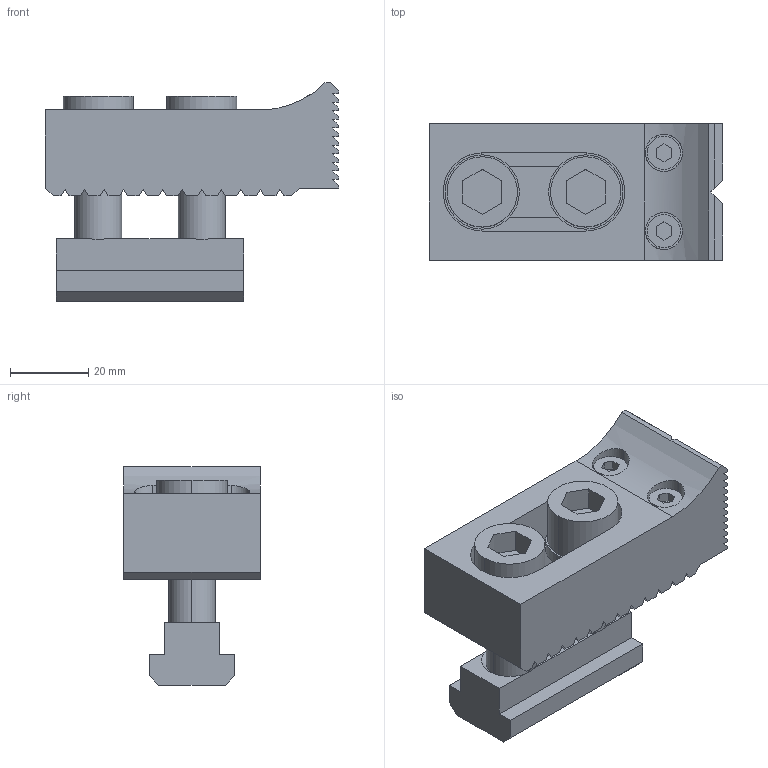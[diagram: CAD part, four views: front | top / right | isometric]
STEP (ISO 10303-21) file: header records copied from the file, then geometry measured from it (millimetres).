
FILE_DESCRIPTION (( 'STEP AP203' ), '1' );
FILE_NAME ('bj202-12022t.STEP', '2021-10-25T01:20:59', ( '' ), ( '' ), 'SwSTEP 2.0', 'SolidWorks 2020', '' );
FILE_SCHEMA (( 'CONFIG_CONTROL_DESIGN' ));
Length unit declared in the file: millimetre
Products named in the file (7): bj202-12022t_02; bj202-12022t_04; bj202-12022t_05; bj202-12022t_03; bj202-12022t_06; bj202-12022t; bj202-12022t_01
Assembly tree (6 placements, depth 2):
  bj202-12022t
    bj202-12022t_01
    bj202-12022t_02
    bj202-12022t_03
    bj202-12022t_04
    bj202-12022t_05
    bj202-12022t_06
Bounding box: 75 x 35 x 56 mm (x, y, z)
Volume: 66155.4 mm3; surface area: 25642.8 mm2
Topology: 6 solids, 8 shells, 266 faces, 716 edges, 474 vertices
Faces by surface type: plane 211, cylinder 47, cone 8
Entity records: 9175 total; most frequent: CARTESIAN_POINT 1695, ORIENTED_EDGE 1432, DIRECTION 1350, EDGE_CURVE 716, VECTOR 580, LINE 580, VERTEX_POINT 474, AXIS2_PLACEMENT_3D 385
